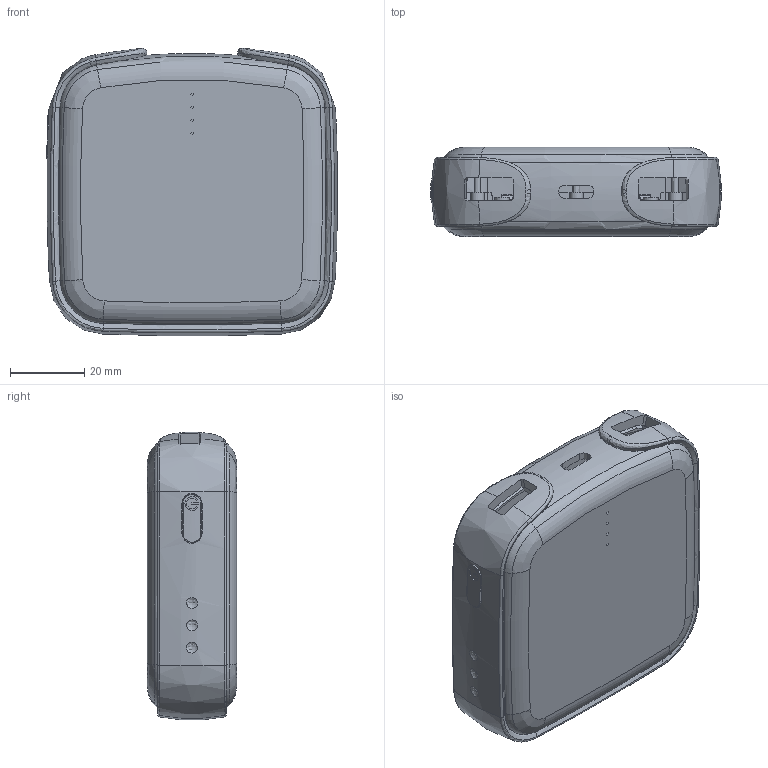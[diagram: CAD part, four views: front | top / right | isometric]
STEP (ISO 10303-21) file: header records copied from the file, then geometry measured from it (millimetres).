
FILE_DESCRIPTION(/* description */ (''),/* implementation_level */ '2;1');
FILE_NAME(/* name */ 'V25 Case Simplified.stp',/* time_stamp */ '2019-08-28T16:17:04-04:00',/* author */ ('Michael'),/* organization */ (''),/* preprocessor_version */ 'ST-DEVELOPER v18',/* originating_system */ 'Autodesk Inventor 2020',/* authorisation */ '');
FILE_SCHEMA (('AUTOMOTIVE_DESIGN { 1 0 10303 214 3 1 1 }'));
Products named in the file (1): V25 Case Simplified
Bounding box: 78.08 x 24 x 77.22 mm (x, y, z)
Volume: 41341.7 mm3; surface area: 51194.5 mm2
Topology: 2 solids, 2 shells, 1572 faces, 4422 edges, 2856 vertices
Faces by surface type: plane 824, torus 270, bspline 217, cylinder 190, cone 71
Full cylindrical faces by diameter (mm): 0.8 x8, 1.4 x2, 1.5 x3, 1.6 x7, 1.7 x2, 1.8 x7, 4 x2
Entity records: 76707 total; most frequent: CARTESIAN_POINT 35811, ORIENTED_EDGE 8820, DIRECTION 7663, EDGE_CURVE 4410, VERTEX_POINT 2856, AXIS2_PLACEMENT_3D 2828, LINE 2007, VECTOR 2007
